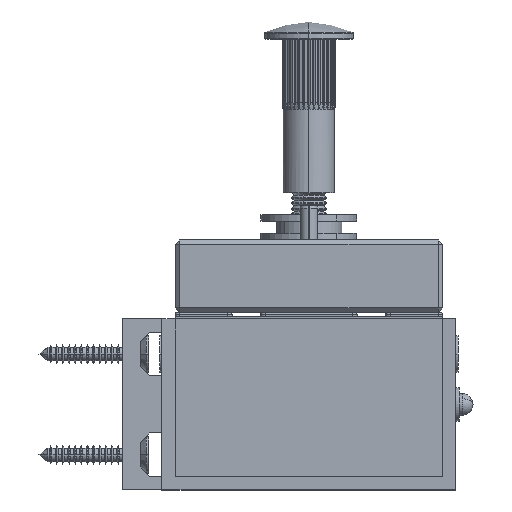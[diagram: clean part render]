
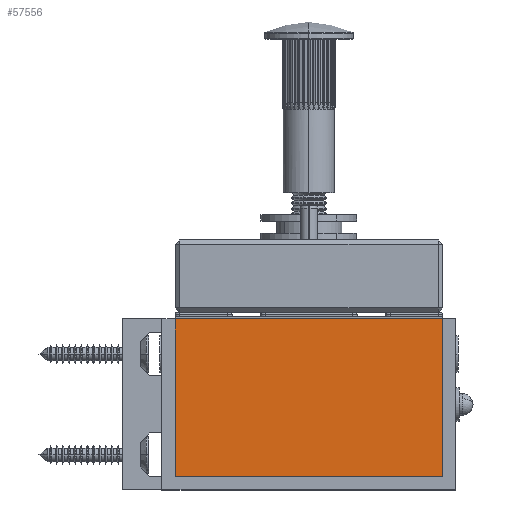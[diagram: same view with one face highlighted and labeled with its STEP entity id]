
A CAD part, left-side view. The second image highlights one B-rep face of the part: STEP entity #57556.
In plain terms, the highlighted planar face has unit normal (-1, 0, 0).
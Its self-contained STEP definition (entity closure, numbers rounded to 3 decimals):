
#145 = LINE ( 'NONE', #50407, #7310 ) ;
#470 = DIRECTION ( 'NONE',  ( 0., 0., 1. ) ) ;
#765 = LINE ( 'NONE', #23332, #6599 ) ;
#773 = ORIENTED_EDGE ( 'NONE', *, *, #65296, .F. ) ;
#1530 = CARTESIAN_POINT ( 'NONE',  ( -133., -30.45, 39. ) ) ;
#6001 = DIRECTION ( 'NONE',  ( 0., 0., -1. ) ) ;
#6599 = VECTOR ( 'NONE', #34775, 1000. ) ;
#7310 = VECTOR ( 'NONE', #17158, 1000. ) ;
#17158 = DIRECTION ( 'NONE',  ( 0., 0., 1. ) ) ;
#17895 = EDGE_LOOP ( 'NONE', ( #20162, #68373, #773, #70940 ) ) ;
#19239 = LINE ( 'NONE', #36226, #29241 ) ;
#20162 = ORIENTED_EDGE ( 'NONE', *, *, #62851, .T. ) ;
#21662 = CARTESIAN_POINT ( 'NONE',  ( -133., 30.45, 39. ) ) ;
#23332 = CARTESIAN_POINT ( 'NONE',  ( -133., 30.45, 39. ) ) ;
#24035 = AXIS2_PLACEMENT_3D ( 'NONE', #27823, #27102, #6001 ) ;
#27102 = DIRECTION ( 'NONE',  ( 1., 0., 0. ) ) ;
#27823 = CARTESIAN_POINT ( 'NONE',  ( -133., 30.45, 39. ) ) ;
#29241 = VECTOR ( 'NONE', #70260, 1000. ) ;
#34775 = DIRECTION ( 'NONE',  ( 0., -1., 0. ) ) ;
#36226 = CARTESIAN_POINT ( 'NONE',  ( -133., 30.45, 3. ) ) ;
#38541 = VERTEX_POINT ( 'NONE', #59040 ) ;
#39227 = FACE_OUTER_BOUND ( 'NONE', #17895, .T. ) ;
#40148 = CARTESIAN_POINT ( 'NONE',  ( -133., -30.45, 39. ) ) ;
#47629 = EDGE_CURVE ( 'NONE', #63698, #69516, #765, .T. ) ;
#48001 = VECTOR ( 'NONE', #470, 1000. ) ;
#48919 = EDGE_CURVE ( 'NONE', #65566, #38541, #19239, .T. ) ;
#49645 = PLANE ( 'NONE',  #24035 ) ;
#50407 = CARTESIAN_POINT ( 'NONE',  ( -133., 30.45, 39. ) ) ;
#51080 = LINE ( 'NONE', #1530, #48001 ) ;
#57556 = ADVANCED_FACE ( 'NONE', ( #39227 ), #49645, .F. ) ;
#59040 = CARTESIAN_POINT ( 'NONE',  ( -133., -30.45, 3. ) ) ;
#62851 = EDGE_CURVE ( 'NONE', #38541, #69516, #51080, .T. ) ;
#63698 = VERTEX_POINT ( 'NONE', #21662 ) ;
#65296 = EDGE_CURVE ( 'NONE', #65566, #63698, #145, .T. ) ;
#65566 = VERTEX_POINT ( 'NONE', #66619 ) ;
#66619 = CARTESIAN_POINT ( 'NONE',  ( -133., 30.45, 3. ) ) ;
#68373 = ORIENTED_EDGE ( 'NONE', *, *, #47629, .F. ) ;
#69516 = VERTEX_POINT ( 'NONE', #40148 ) ;
#70260 = DIRECTION ( 'NONE',  ( 0., -1., 0. ) ) ;
#70940 = ORIENTED_EDGE ( 'NONE', *, *, #48919, .T. ) ;
